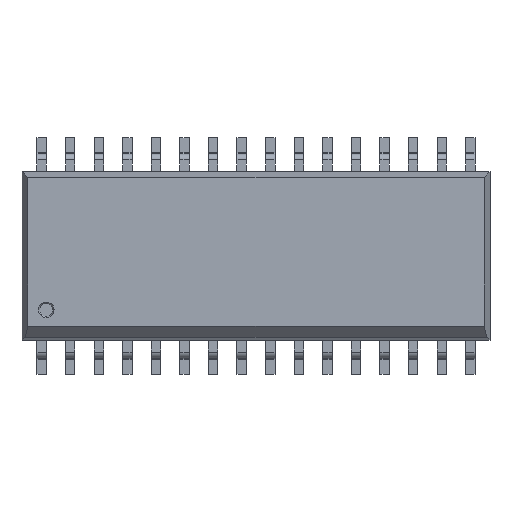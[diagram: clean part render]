
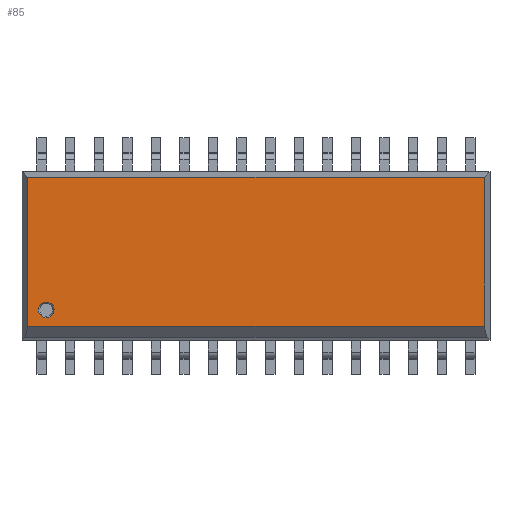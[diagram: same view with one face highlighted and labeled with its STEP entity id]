
A CAD part, top view. The second image highlights one B-rep face of the part: STEP entity #85.
In plain terms, the highlighted planar face has unit normal (0, 0, 1).
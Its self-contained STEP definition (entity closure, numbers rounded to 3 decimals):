
#85=ADVANCED_FACE('',(#3976,#3978),#3980,.T.);
#3976=FACE_BOUND('',#3977,.T.);
#3977=EDGE_LOOP('',(#7068,#7069,#7070,#7071));
#3978=FACE_BOUND('',#3979,.T.);
#3979=EDGE_LOOP('',(#7072));
#3980=PLANE('',#3981);
#3981=AXIS2_PLACEMENT_3D('',#3982,#3983,#3984);
#3982=CARTESIAN_POINT('',(0.635,-3.75,2.5));
#3983=DIRECTION('',(0.,-0.,1.));
#3984=DIRECTION('',(0.,1.,0.));
#7068=ORIENTED_EDGE('',*,*,#9436,.T.);
#7069=ORIENTED_EDGE('',*,*,#9433,.T.);
#7070=ORIENTED_EDGE('',*,*,#9437,.T.);
#7071=ORIENTED_EDGE('',*,*,#9425,.F.);
#7072=ORIENTED_EDGE('',*,*,#9438,.T.);
#9425=EDGE_CURVE('',#10610,#10612,#10613,.T.);
#9433=EDGE_CURVE('',#10619,#10626,#10628,.T.);
#9436=EDGE_CURVE('',#10610,#10619,#10631,.F.);
#9437=EDGE_CURVE('',#10626,#10612,#10632,.T.);
#9438=EDGE_CURVE('',#10633,#10633,#10634,.F.);
#10610=VERTEX_POINT('',#12583);
#10612=VERTEX_POINT('',#12587);
#10613=LINE('',#12588,#12589);
#10619=VERTEX_POINT('',#12602);
#10626=VERTEX_POINT('',#12615);
#10628=LINE('',#12619,#12620);
#10631=LINE('',#12628,#12629);
#10632=LINE('',#12631,#12632);
#10633=VERTEX_POINT('',#12634);
#10634=CIRCLE('',#12635,0.35);
#12583=CARTESIAN_POINT('',(-0.613,-3.125,2.5));
#12587=CARTESIAN_POINT('',(-0.612,3.488,2.5));
#12588=CARTESIAN_POINT('',(-0.613,-3.125,2.5));
#12589=VECTOR('',#12590,1.);
#12590=DIRECTION('',(0.,1.,0.));
#12602=CARTESIAN_POINT('',(19.663,-3.125,2.5));
#12615=CARTESIAN_POINT('',(19.663,3.488,2.5));
#12619=CARTESIAN_POINT('',(19.663,-3.125,2.5));
#12620=VECTOR('',#12621,1.);
#12621=DIRECTION('',(0.,1.,0.));
#12628=CARTESIAN_POINT('',(19.663,-3.125,2.5));
#12629=VECTOR('',#12630,1.);
#12630=DIRECTION('',(-1.,0.,0.));
#12631=CARTESIAN_POINT('',(19.663,3.488,2.5));
#12632=VECTOR('',#12633,1.);
#12633=DIRECTION('',(-1.,0.,0.));
#12634=CARTESIAN_POINT('',(0.55,-2.4,2.5));
#12635=AXIS2_PLACEMENT_3D('',#12636,#12637,#12638);
#12636=CARTESIAN_POINT('',(0.2,-2.4,2.5));
#12637=DIRECTION('',(0.,-0.,1.));
#12638=DIRECTION('',(1.,0.,0.));
